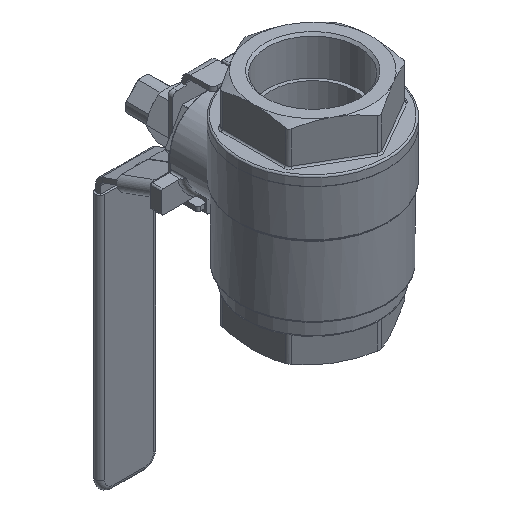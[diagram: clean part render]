
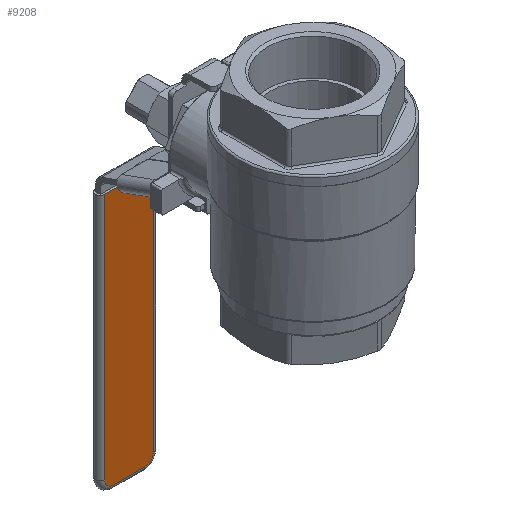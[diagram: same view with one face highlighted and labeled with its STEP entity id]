
A CAD part, isometric view. The second image highlights one B-rep face of the part: STEP entity #9208.
In plain terms, the highlighted planar face has unit normal (0, -1, 0).
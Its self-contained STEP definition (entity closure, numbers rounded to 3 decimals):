
#337=PLANE('',#10083);
#1013=FACE_OUTER_BOUND('',#1539,.T.);
#1539=EDGE_LOOP('',(#7112,#7113,#7114,#7115,#7116,#7117));
#2044=CIRCLE('',#10084,3.947);
#2045=CIRCLE('',#10085,3.947);
#2439=LINE('',#15765,#3154);
#2440=LINE('',#15769,#3155);
#2441=LINE('',#15773,#3156);
#2442=LINE('',#15774,#3157);
#3154=VECTOR('',#11660,19.737);
#3155=VECTOR('',#11663,19.737);
#3156=VECTOR('',#11666,19.737);
#3157=VECTOR('',#11667,19.737);
#4016=VERTEX_POINT('',#15763);
#4017=VERTEX_POINT('',#15764);
#4018=VERTEX_POINT('',#15766);
#4019=VERTEX_POINT('',#15768);
#4020=VERTEX_POINT('',#15770);
#4021=VERTEX_POINT('',#15772);
#5111=EDGE_CURVE('',#4016,#4017,#2439,.T.);
#5112=EDGE_CURVE('',#4018,#4016,#2044,.T.);
#5113=EDGE_CURVE('',#4019,#4018,#2440,.T.);
#5114=EDGE_CURVE('',#4020,#4019,#2045,.T.);
#5115=EDGE_CURVE('',#4021,#4020,#2441,.T.);
#5116=EDGE_CURVE('',#4021,#4017,#2442,.T.);
#7112=ORIENTED_EDGE('',*,*,#5111,.F.);
#7113=ORIENTED_EDGE('',*,*,#5112,.F.);
#7114=ORIENTED_EDGE('',*,*,#5113,.F.);
#7115=ORIENTED_EDGE('',*,*,#5114,.F.);
#7116=ORIENTED_EDGE('',*,*,#5115,.F.);
#7117=ORIENTED_EDGE('',*,*,#5116,.T.);
#9208=ADVANCED_FACE('',(#1013),#337,.T.);
#10083=AXIS2_PLACEMENT_3D('',#15762,#11658,#11659);
#10084=AXIS2_PLACEMENT_3D('',#15767,#11661,#11662);
#10085=AXIS2_PLACEMENT_3D('',#15771,#11664,#11665);
#11658=DIRECTION('center_axis',(0.,-1.,0.));
#11659=DIRECTION('ref_axis',(-1.,0.,0.));
#11660=DIRECTION('',(0.,0.,1.));
#11661=DIRECTION('center_axis',(0.,1.,0.));
#11662=DIRECTION('ref_axis',(-0.707,0.,-0.707));
#11663=DIRECTION('',(-1.,0.,0.));
#11664=DIRECTION('center_axis',(0.,1.,0.));
#11665=DIRECTION('ref_axis',(0.707,0.,-0.707));
#11666=DIRECTION('',(0.,0.,-1.));
#11667=DIRECTION('',(-1.,0.,0.));
#15762=CARTESIAN_POINT('Origin',(17.697,30.611,-43.73));
#15763=CARTESIAN_POINT('',(-5.987,30.611,-152.847));
#15764=CARTESIAN_POINT('',(-5.987,30.611,-43.73));
#15765=CARTESIAN_POINT('',(-5.987,30.611,-43.73));
#15766=CARTESIAN_POINT('',(-2.039,30.611,-156.794));
#15767=CARTESIAN_POINT('Origin',(-2.039,30.611,-152.847));
#15768=CARTESIAN_POINT('',(11.776,30.611,-156.794));
#15769=CARTESIAN_POINT('',(11.283,30.611,-156.794));
#15770=CARTESIAN_POINT('',(15.724,30.611,-152.847));
#15771=CARTESIAN_POINT('Origin',(11.776,30.611,-152.847));
#15772=CARTESIAN_POINT('',(15.724,30.611,-43.73));
#15773=CARTESIAN_POINT('',(15.724,30.611,-43.73));
#15774=CARTESIAN_POINT('',(17.697,30.611,-43.73));
